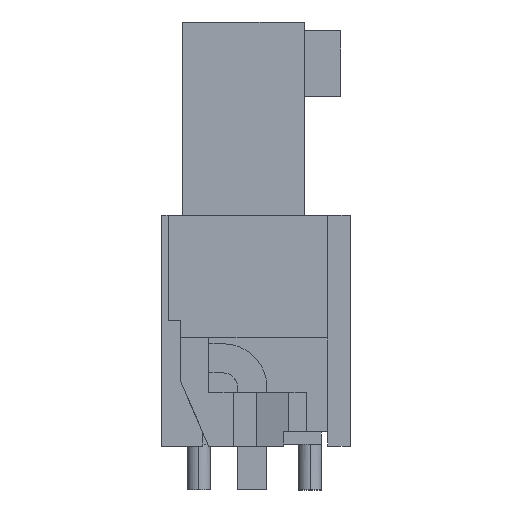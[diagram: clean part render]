
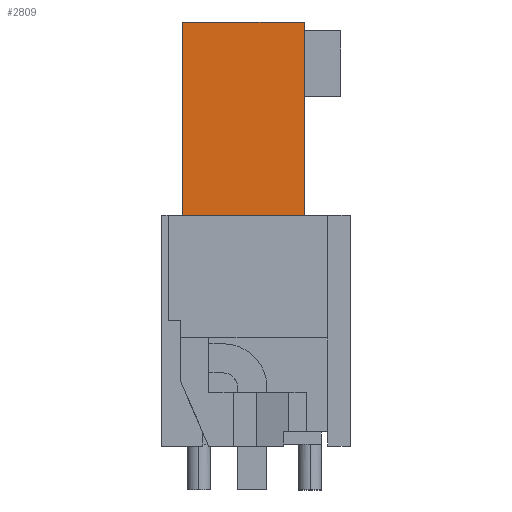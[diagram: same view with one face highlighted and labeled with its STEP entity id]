
A CAD part, left-side view. The second image highlights one B-rep face of the part: STEP entity #2809.
In plain terms, the highlighted planar face has unit normal (-1, 0, 0).
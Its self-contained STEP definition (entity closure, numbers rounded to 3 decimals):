
#2789=AXIS2_PLACEMENT_3D('Plane Axis2P3D',#2786,#2787,#2788) ;
#1636=CARTESIAN_POINT('Vertex',(5.582,1.58,9.4)) ;
#1639=CARTESIAN_POINT('Line Origine',(5.582,3.654,9.4)) ;
#1643=CARTESIAN_POINT('Vertex',(5.582,5.728,9.4)) ;
#2732=CARTESIAN_POINT('Line Origine',(5.582,1.58,12.7)) ;
#2736=CARTESIAN_POINT('Vertex',(5.582,1.58,16.)) ;
#2786=CARTESIAN_POINT('Axis2P3D Location',(5.582,1.58,9.4)) ;
#2791=CARTESIAN_POINT('Line Origine',(5.582,3.654,16.)) ;
#2795=CARTESIAN_POINT('Vertex',(5.582,5.728,16.)) ;
#2798=CARTESIAN_POINT('Line Origine',(5.582,5.728,12.7)) ;
#1640=DIRECTION('Vector Direction',(0.,1.,0.)) ;
#2733=DIRECTION('Vector Direction',(0.,0.,1.)) ;
#2787=DIRECTION('Axis2P3D Direction',(1.,0.,0.)) ;
#2788=DIRECTION('Axis2P3D XDirection',(0.,1.,0.)) ;
#2792=DIRECTION('Vector Direction',(0.,1.,0.)) ;
#2799=DIRECTION('Vector Direction',(0.,0.,1.)) ;
#1641=VECTOR('Line Direction',#1640,1.) ;
#2734=VECTOR('Line Direction',#2733,1.) ;
#2793=VECTOR('Line Direction',#2792,1.) ;
#2800=VECTOR('Line Direction',#2799,1.) ;
#2804=ORIENTED_EDGE('',*,*,#2797,.T.) ;
#2805=ORIENTED_EDGE('',*,*,#2802,.F.) ;
#2806=ORIENTED_EDGE('',*,*,#1645,.T.) ;
#2807=ORIENTED_EDGE('',*,*,#2738,.T.) ;
#2809=ADVANCED_FACE('HOUSING',(#2808),#2790,.F.) ;
#1645=EDGE_CURVE('',#1644,#1637,#1642,.F.) ;
#2738=EDGE_CURVE('',#1637,#2737,#2735,.T.) ;
#2797=EDGE_CURVE('',#2737,#2796,#2794,.T.) ;
#2802=EDGE_CURVE('',#1644,#2796,#2801,.T.) ;
#2803=EDGE_LOOP('',(#2804,#2805,#2806,#2807)) ;
#2808=FACE_OUTER_BOUND('',#2803,.T.) ;
#1642=LINE('Line',#1639,#1641) ;
#2735=LINE('Line',#2732,#2734) ;
#2794=LINE('Line',#2791,#2793) ;
#2801=LINE('Line',#2798,#2800) ;
#2790=PLANE('',#2789) ;
#1637=VERTEX_POINT('',#1636) ;
#1644=VERTEX_POINT('',#1643) ;
#2737=VERTEX_POINT('',#2736) ;
#2796=VERTEX_POINT('',#2795) ;
